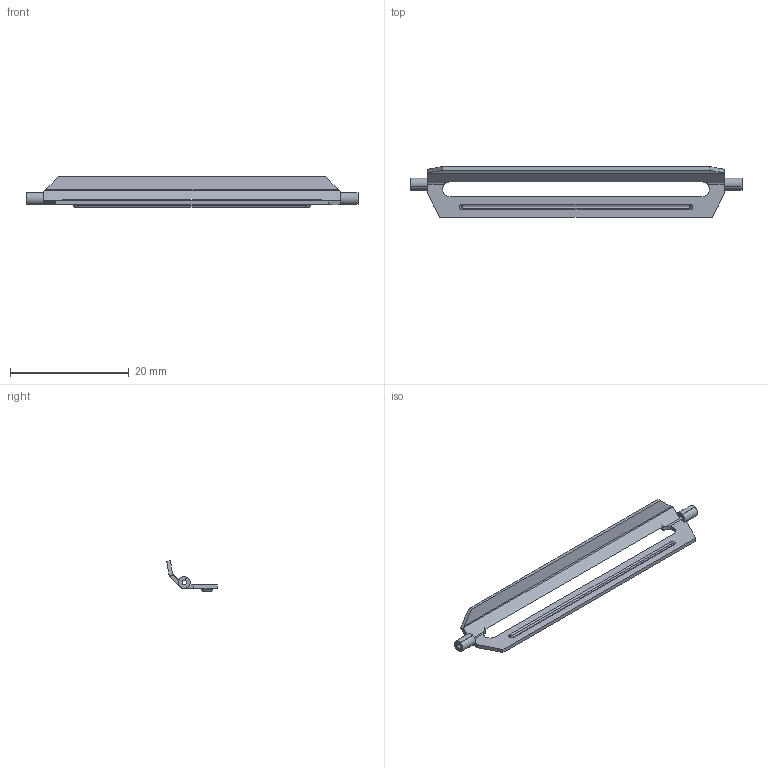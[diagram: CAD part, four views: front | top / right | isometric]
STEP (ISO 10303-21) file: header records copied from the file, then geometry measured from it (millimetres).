
FILE_DESCRIPTION(('CATIA V5 STEP Exchange'),'2;1');
FILE_NAME('Carrot_Peeler_Blade.stp','2022-02-21T15:32:05+00:00',('none'),('none'),'CATIA Unofficial Packaging Version SP3','CATIA V5 STEP AP203','none');
FILE_SCHEMA(('CONFIG_CONTROL_DESIGN'));
Length unit declared in the file: millimetre
Products named in the file (1): Part1
Bounding box: 56 x 8.56 x 5.17 mm (x, y, z)
Volume: 252.8 mm3; surface area: 1034.1 mm2
Topology: 1 solids, 1 shells, 61 faces, 159 edges, 98 vertices
Faces by surface type: plane 34, cylinder 19, torus 6, sphere 2
Entity records: 1788 total; most frequent: CARTESIAN_POINT 345, ORIENTED_EDGE 314, DIRECTION 241, EDGE_CURVE 157, AXIS2_PLACEMENT_3D 103, VERTEX_POINT 98, VECTOR 92, LINE 92
